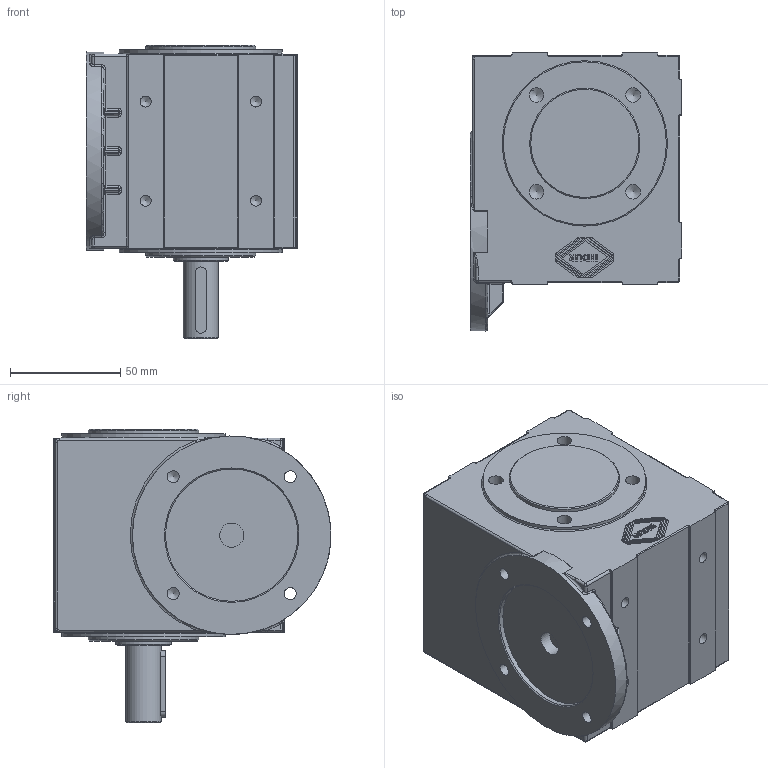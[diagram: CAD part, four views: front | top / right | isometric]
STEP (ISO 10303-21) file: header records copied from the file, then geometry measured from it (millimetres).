
FILE_DESCRIPTION((''),'2;1');
FILE_NAME('A40_B141_M6.ipt.stp','2010-03-02T10:08:30',('INDUR'),(''),'Autodesk Inventor 2010','Autodesk Inventor 2010','');
FILE_SCHEMA(('CONFIG_CONTROL_DESIGN'));
Length unit declared in the file: millimetre
Products named in the file (1): A40_B141_M6
Bounding box: 96 x 126 x 133 mm (x, y, z)
Volume: 890523.8 mm3; surface area: 69272.2 mm2
Topology: 1 solids, 1 shells, 555 faces, 1465 edges, 928 vertices
Faces by surface type: plane 244, bspline 153, cylinder 139, cone 15, sphere 2, torus 2
Full cylindrical faces by diameter (mm): 4.917 x4, 5.5 x4, 6.647 x4, 11 x1, 16 x1, 25 x1, 50 x2, 60 x1, 74 x2
Entity records: 20505 total; most frequent: CARTESIAN_POINT 7653, ORIENTED_EDGE 2714, DIRECTION 2378, EDGE_CURVE 1357, VERTEX_POINT 890, VECTOR 826, LINE 826, AXIS2_PLACEMENT_3D 776
